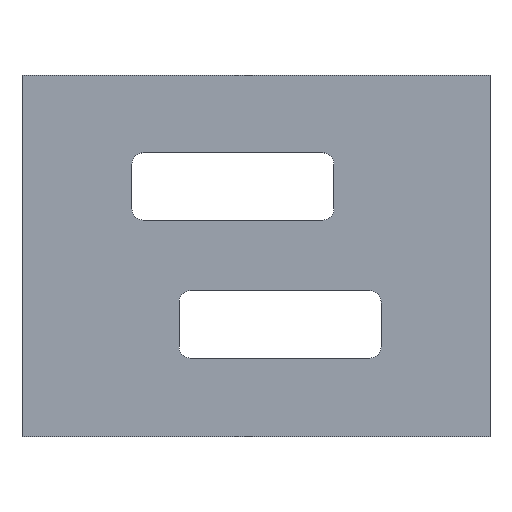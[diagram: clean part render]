
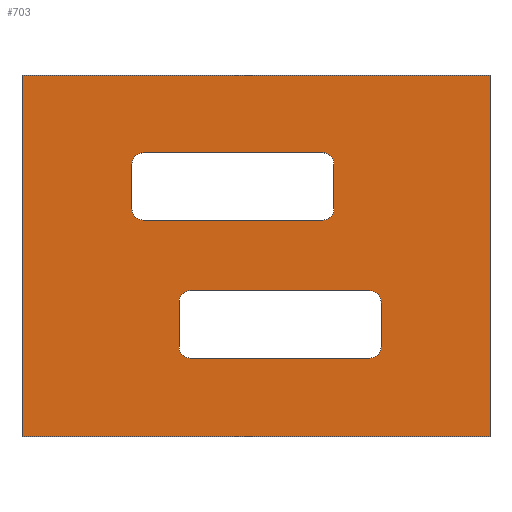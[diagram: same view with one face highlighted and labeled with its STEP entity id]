
A CAD part, top view. The second image highlights one B-rep face of the part: STEP entity #703.
In plain terms, the highlighted planar face has unit normal (0, 0, 1).
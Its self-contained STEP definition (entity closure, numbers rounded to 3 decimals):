
#42 = VERTEX_POINT('',#43);
#43 = CARTESIAN_POINT('',(41.7,0.,1.6));
#49 = EDGE_CURVE('',#42,#50,#52,.T.);
#50 = VERTEX_POINT('',#51);
#51 = CARTESIAN_POINT('',(0.,0.,1.6));
#52 = LINE('',#53,#54);
#53 = CARTESIAN_POINT('',(41.7,0.,1.6));
#54 = VECTOR('',#55,1.);
#55 = DIRECTION('',(-1.,0.,0.));
#80 = EDGE_CURVE('',#50,#81,#83,.T.);
#81 = VERTEX_POINT('',#82);
#82 = CARTESIAN_POINT('',(0.,32.2,1.6));
#83 = LINE('',#84,#85);
#84 = CARTESIAN_POINT('',(0.,0.,1.6));
#85 = VECTOR('',#86,1.);
#86 = DIRECTION('',(0.,1.,0.));
#111 = EDGE_CURVE('',#81,#112,#114,.T.);
#112 = VERTEX_POINT('',#113);
#113 = CARTESIAN_POINT('',(41.7,32.2,1.6));
#114 = LINE('',#115,#116);
#115 = CARTESIAN_POINT('',(0.,32.2,1.6));
#116 = VECTOR('',#117,1.);
#117 = DIRECTION('',(1.,0.,0.));
#142 = EDGE_CURVE('',#112,#42,#143,.T.);
#143 = LINE('',#144,#145);
#144 = CARTESIAN_POINT('',(41.7,32.2,1.6));
#145 = VECTOR('',#146,1.);
#146 = DIRECTION('',(0.,-1.,0.));
#166 = VERTEX_POINT('',#167);
#167 = CARTESIAN_POINT('',(15.,13.,1.6));
#173 = EDGE_CURVE('',#166,#174,#176,.T.);
#174 = VERTEX_POINT('',#175);
#175 = CARTESIAN_POINT('',(14.,12.,1.6));
#176 = CIRCLE('',#177,1.);
#177 = AXIS2_PLACEMENT_3D('',#178,#179,#180);
#178 = CARTESIAN_POINT('',(15.,12.,1.6));
#179 = DIRECTION('',(0.,0.,1.));
#180 = DIRECTION('',(0.,1.,-0.));
#206 = EDGE_CURVE('',#174,#207,#209,.T.);
#207 = VERTEX_POINT('',#208);
#208 = CARTESIAN_POINT('',(14.,8.,1.6));
#209 = LINE('',#210,#211);
#210 = CARTESIAN_POINT('',(14.,12.,1.6));
#211 = VECTOR('',#212,1.);
#212 = DIRECTION('',(0.,-1.,0.));
#237 = EDGE_CURVE('',#207,#238,#240,.T.);
#238 = VERTEX_POINT('',#239);
#239 = CARTESIAN_POINT('',(15.,7.,1.6));
#240 = CIRCLE('',#241,1.);
#241 = AXIS2_PLACEMENT_3D('',#242,#243,#244);
#242 = CARTESIAN_POINT('',(15.,8.,1.6));
#243 = DIRECTION('',(0.,0.,1.));
#244 = DIRECTION('',(-1.,0.,0.));
#270 = EDGE_CURVE('',#238,#271,#273,.T.);
#271 = VERTEX_POINT('',#272);
#272 = CARTESIAN_POINT('',(31.,7.,1.6));
#273 = LINE('',#274,#275);
#274 = CARTESIAN_POINT('',(15.,7.,1.6));
#275 = VECTOR('',#276,1.);
#276 = DIRECTION('',(1.,0.,0.));
#301 = EDGE_CURVE('',#271,#302,#304,.T.);
#302 = VERTEX_POINT('',#303);
#303 = CARTESIAN_POINT('',(32.,8.,1.6));
#304 = CIRCLE('',#305,1.);
#305 = AXIS2_PLACEMENT_3D('',#306,#307,#308);
#306 = CARTESIAN_POINT('',(31.,8.,1.6));
#307 = DIRECTION('',(0.,0.,1.));
#308 = DIRECTION('',(0.,-1.,0.));
#334 = EDGE_CURVE('',#302,#335,#337,.T.);
#335 = VERTEX_POINT('',#336);
#336 = CARTESIAN_POINT('',(32.,12.,1.6));
#337 = LINE('',#338,#339);
#338 = CARTESIAN_POINT('',(32.,8.,1.6));
#339 = VECTOR('',#340,1.);
#340 = DIRECTION('',(0.,1.,0.));
#365 = EDGE_CURVE('',#335,#366,#368,.T.);
#366 = VERTEX_POINT('',#367);
#367 = CARTESIAN_POINT('',(31.,13.,1.6));
#368 = CIRCLE('',#369,1.);
#369 = AXIS2_PLACEMENT_3D('',#370,#371,#372);
#370 = CARTESIAN_POINT('',(31.,12.,1.6));
#371 = DIRECTION('',(0.,0.,1.));
#372 = DIRECTION('',(1.,0.,0.));
#398 = EDGE_CURVE('',#366,#166,#399,.T.);
#399 = LINE('',#400,#401);
#400 = CARTESIAN_POINT('',(31.,13.,1.6));
#401 = VECTOR('',#402,1.);
#402 = DIRECTION('',(-1.,0.,0.));
#422 = VERTEX_POINT('',#423);
#423 = CARTESIAN_POINT('',(10.793,25.293,1.6));
#429 = EDGE_CURVE('',#422,#430,#432,.T.);
#430 = VERTEX_POINT('',#431);
#431 = CARTESIAN_POINT('',(9.793,24.293,1.6));
#432 = CIRCLE('',#433,1.);
#433 = AXIS2_PLACEMENT_3D('',#434,#435,#436);
#434 = CARTESIAN_POINT('',(10.793,24.293,1.6));
#435 = DIRECTION('',(0.,0.,1.));
#436 = DIRECTION('',(0.,1.,-0.));
#462 = EDGE_CURVE('',#430,#463,#465,.T.);
#463 = VERTEX_POINT('',#464);
#464 = CARTESIAN_POINT('',(9.793,20.293,1.6));
#465 = LINE('',#466,#467);
#466 = CARTESIAN_POINT('',(9.793,24.293,1.6));
#467 = VECTOR('',#468,1.);
#468 = DIRECTION('',(0.,-1.,0.));
#493 = EDGE_CURVE('',#463,#494,#496,.T.);
#494 = VERTEX_POINT('',#495);
#495 = CARTESIAN_POINT('',(10.793,19.293,1.6));
#496 = CIRCLE('',#497,1.);
#497 = AXIS2_PLACEMENT_3D('',#498,#499,#500);
#498 = CARTESIAN_POINT('',(10.793,20.293,1.6));
#499 = DIRECTION('',(0.,0.,1.));
#500 = DIRECTION('',(-1.,0.,0.));
#526 = EDGE_CURVE('',#494,#527,#529,.T.);
#527 = VERTEX_POINT('',#528);
#528 = CARTESIAN_POINT('',(26.793,19.293,1.6));
#529 = LINE('',#530,#531);
#530 = CARTESIAN_POINT('',(10.793,19.293,1.6));
#531 = VECTOR('',#532,1.);
#532 = DIRECTION('',(1.,0.,0.));
#557 = EDGE_CURVE('',#527,#558,#560,.T.);
#558 = VERTEX_POINT('',#559);
#559 = CARTESIAN_POINT('',(27.793,20.293,1.6));
#560 = CIRCLE('',#561,1.);
#561 = AXIS2_PLACEMENT_3D('',#562,#563,#564);
#562 = CARTESIAN_POINT('',(26.793,20.293,1.6));
#563 = DIRECTION('',(0.,0.,1.));
#564 = DIRECTION('',(0.,-1.,0.));
#590 = EDGE_CURVE('',#558,#591,#593,.T.);
#591 = VERTEX_POINT('',#592);
#592 = CARTESIAN_POINT('',(27.793,24.293,1.6));
#593 = LINE('',#594,#595);
#594 = CARTESIAN_POINT('',(27.793,20.293,1.6));
#595 = VECTOR('',#596,1.);
#596 = DIRECTION('',(0.,1.,0.));
#621 = EDGE_CURVE('',#591,#622,#624,.T.);
#622 = VERTEX_POINT('',#623);
#623 = CARTESIAN_POINT('',(26.793,25.293,1.6));
#624 = CIRCLE('',#625,1.);
#625 = AXIS2_PLACEMENT_3D('',#626,#627,#628);
#626 = CARTESIAN_POINT('',(26.793,24.293,1.6));
#627 = DIRECTION('',(0.,0.,1.));
#628 = DIRECTION('',(1.,0.,0.));
#654 = EDGE_CURVE('',#622,#422,#655,.T.);
#655 = LINE('',#656,#657);
#656 = CARTESIAN_POINT('',(26.793,25.293,1.6));
#657 = VECTOR('',#658,1.);
#658 = DIRECTION('',(-1.,0.,0.));
#703 = ADVANCED_FACE('',(#704,#710,#720),#730,.T.);
#704 = FACE_BOUND('',#705,.F.);
#705 = EDGE_LOOP('',(#706,#707,#708,#709));
#706 = ORIENTED_EDGE('',*,*,#49,.T.);
#707 = ORIENTED_EDGE('',*,*,#80,.T.);
#708 = ORIENTED_EDGE('',*,*,#111,.T.);
#709 = ORIENTED_EDGE('',*,*,#142,.T.);
#710 = FACE_BOUND('',#711,.F.);
#711 = EDGE_LOOP('',(#712,#713,#714,#715,#716,#717,#718,#719));
#712 = ORIENTED_EDGE('',*,*,#173,.T.);
#713 = ORIENTED_EDGE('',*,*,#206,.T.);
#714 = ORIENTED_EDGE('',*,*,#237,.T.);
#715 = ORIENTED_EDGE('',*,*,#270,.T.);
#716 = ORIENTED_EDGE('',*,*,#301,.T.);
#717 = ORIENTED_EDGE('',*,*,#334,.T.);
#718 = ORIENTED_EDGE('',*,*,#365,.T.);
#719 = ORIENTED_EDGE('',*,*,#398,.T.);
#720 = FACE_BOUND('',#721,.F.);
#721 = EDGE_LOOP('',(#722,#723,#724,#725,#726,#727,#728,#729));
#722 = ORIENTED_EDGE('',*,*,#429,.T.);
#723 = ORIENTED_EDGE('',*,*,#462,.T.);
#724 = ORIENTED_EDGE('',*,*,#493,.T.);
#725 = ORIENTED_EDGE('',*,*,#526,.T.);
#726 = ORIENTED_EDGE('',*,*,#557,.T.);
#727 = ORIENTED_EDGE('',*,*,#590,.T.);
#728 = ORIENTED_EDGE('',*,*,#621,.T.);
#729 = ORIENTED_EDGE('',*,*,#654,.T.);
#730 = PLANE('',#731);
#731 = AXIS2_PLACEMENT_3D('',#732,#733,#734);
#732 = CARTESIAN_POINT('',(0.,0.,1.6));
#733 = DIRECTION('',(0.,0.,1.));
#734 = DIRECTION('',(1.,0.,-0.));
